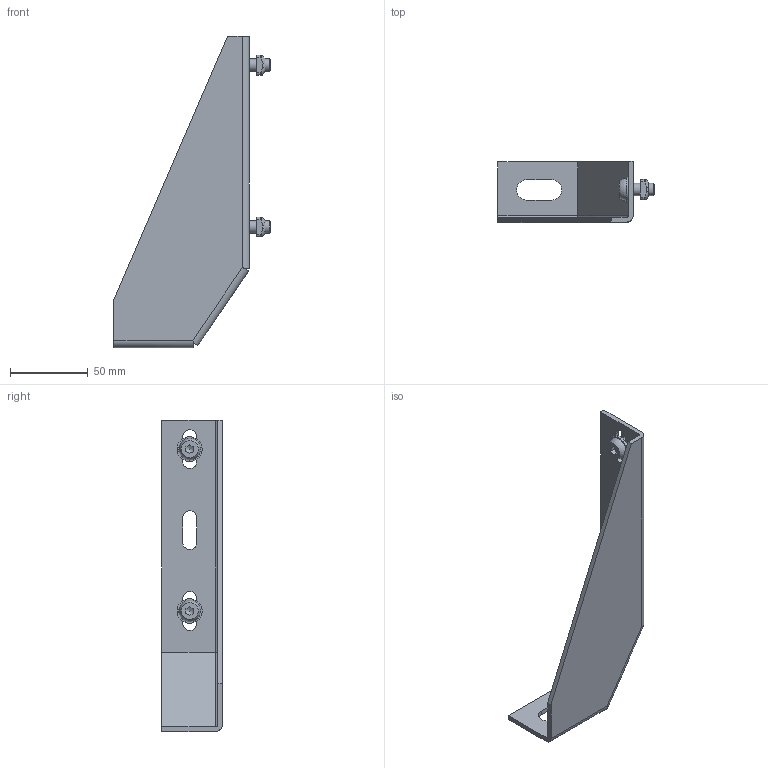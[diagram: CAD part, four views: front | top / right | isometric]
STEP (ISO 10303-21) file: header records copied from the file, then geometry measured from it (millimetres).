
FILE_DESCRIPTION(('STEP AP203'),'1');
FILE_NAME('FIXE08N1080.stp','2023-10-23T13:16:11',(' '),(' '),'Spatial InterOp 3D',' ',' ');
FILE_SCHEMA(('CONFIG_CONTROL_DESIGN'));
Length unit declared in the file: millimetre
Products named in the file (5): Kit ancrage simple St 45 sur 8-45; Vis BHC - M8x18; Rondelle M 8; Ecrou carré 8 45 M8; Ancrage fixation au sol St 45
Assembly tree (7 placements, depth 2):
  Kit ancrage simple St 45 sur 8-45
    Vis BHC - M8x18  x2
    Rondelle M 8  x2
    Ecrou carré 8 45 M8  x2
    Ancrage fixation au sol St 45
Bounding box: 100.4 x 39 x 200 mm (x, y, z)
Volume: 59625.5 mm3; surface area: 43472.2 mm2
Topology: 7 solids, 7 shells, 114 faces, 289 edges, 191 vertices
Faces by surface type: plane 68, cylinder 40, cone 4, sphere 2
Full cylindrical faces by diameter (mm): 6.8 x2, 8 x4, 8.4 x2, 16 x2
Entity records: 3442 total; most frequent: CARTESIAN_POINT 547, DIRECTION 412, ORIENTED_EDGE 382, EDGE_CURVE 191, AXIS2_PLACEMENT_3D 147, VERTEX_POINT 132, PROPERTY_DEFINITION_REPRESENTATION 118, GENERAL_PROPERTY_ASSOCIATION 118
